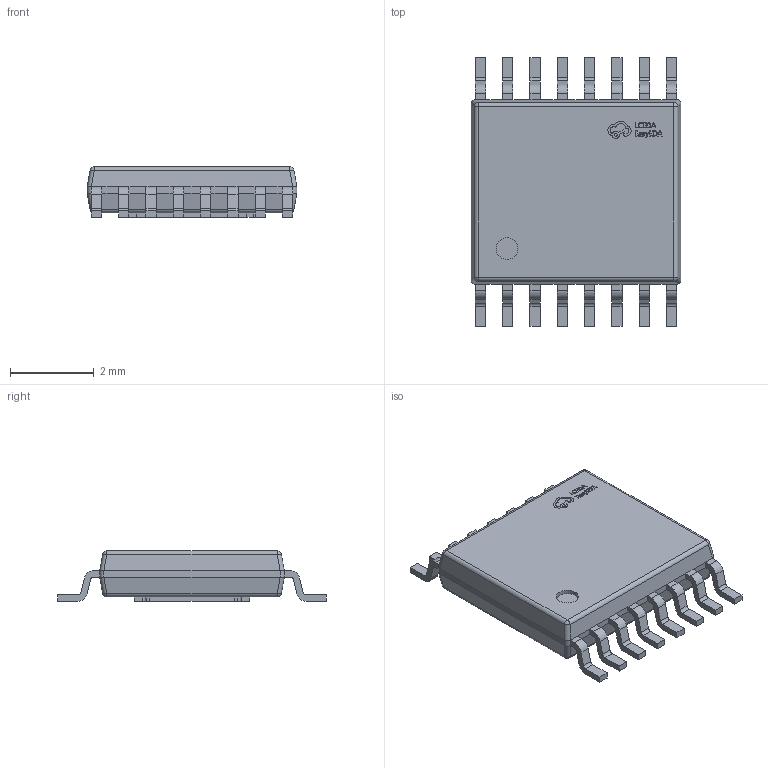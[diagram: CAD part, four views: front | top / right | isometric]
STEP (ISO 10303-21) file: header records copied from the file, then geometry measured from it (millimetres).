
FILE_DESCRIPTION (( 'STEP AP214' ), '1' );
FILE_NAME ('錨璃30.STEP', '2025-04-24T09:33:50', ( '' ), ( '' ), 'SwSTEP 2.0', 'SolidWorks 2021', '' );
FILE_SCHEMA (( 'AUTOMOTIVE_DESIGN' ));
Length unit declared in the file: millimetre
Products named in the file (1): 錨璃30
Bounding box: 5 x 6.4 x 1.2 mm (x, y, z)
Volume: 24.9 mm3; surface area: 79.2 mm2
Topology: 1 solids, 1 shells, 522 faces, 1409 edges, 910 vertices
Faces by surface type: plane 328, bspline 98, cylinder 88, sphere 8
Entity records: 22457 total; most frequent: CARTESIAN_POINT 4220, ORIENTED_EDGE 2818, DIRECTION 2195, EDGE_CURVE 1409, LINE 1025, VECTOR 1025, VERTEX_POINT 910, AXIS2_PLACEMENT_3D 585
